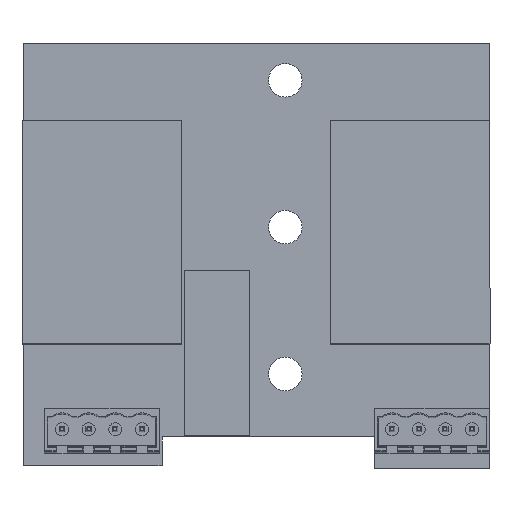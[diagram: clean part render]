
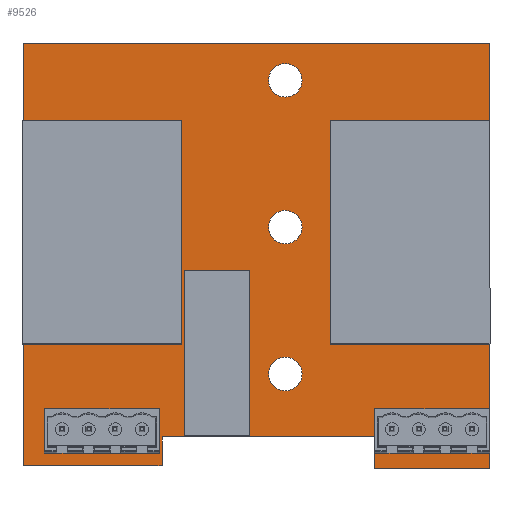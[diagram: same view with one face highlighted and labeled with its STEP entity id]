
A CAD part, top view. The second image highlights one B-rep face of the part: STEP entity #9526.
In plain terms, the highlighted planar face has unit normal (0, 0, 1).
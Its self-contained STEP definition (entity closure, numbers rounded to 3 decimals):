
#9151 = VERTEX_POINT('',#9152);
#9152 = CARTESIAN_POINT('',(89.,-81.,1.51));
#9158 = EDGE_CURVE('',#9151,#9159,#9161,.T.);
#9159 = VERTEX_POINT('',#9160);
#9160 = CARTESIAN_POINT('',(67.,-81.,1.51));
#9161 = LINE('',#9162,#9163);
#9162 = CARTESIAN_POINT('',(89.,-81.,1.51));
#9163 = VECTOR('',#9164,1.);
#9164 = DIRECTION('',(-1.,0.,0.));
#9191 = VERTEX_POINT('',#9192);
#9192 = CARTESIAN_POINT('',(89.,0.,1.51));
#9198 = EDGE_CURVE('',#9191,#9151,#9199,.T.);
#9199 = LINE('',#9200,#9201);
#9200 = CARTESIAN_POINT('',(89.,0.,1.51));
#9201 = VECTOR('',#9202,1.);
#9202 = DIRECTION('',(0.,-1.,0.));
#9220 = EDGE_CURVE('',#9159,#9221,#9223,.T.);
#9221 = VERTEX_POINT('',#9222);
#9222 = CARTESIAN_POINT('',(67.,-75.,1.51));
#9223 = LINE('',#9224,#9225);
#9224 = CARTESIAN_POINT('',(67.,-81.,1.51));
#9225 = VECTOR('',#9226,1.);
#9226 = DIRECTION('',(0.,1.,0.));
#9526 = ADVANCED_FACE('',(#9527,#9570,#9581,#9592,#9603,#9614,#9625,
    #9636,#9647,#9658,#9669,#9680,#9691,#9702,#9713,#9724,#9735,#9746,
    #9757,#9768,#9779,#9790),#9801,.T.);
#9527 = FACE_BOUND('',#9528,.T.);
#9528 = EDGE_LOOP('',(#9529,#9530,#9531,#9539,#9547,#9555,#9563,#9569));
#9529 = ORIENTED_EDGE('',*,*,#9158,.F.);
#9530 = ORIENTED_EDGE('',*,*,#9198,.F.);
#9531 = ORIENTED_EDGE('',*,*,#9532,.F.);
#9532 = EDGE_CURVE('',#9533,#9191,#9535,.T.);
#9533 = VERTEX_POINT('',#9534);
#9534 = CARTESIAN_POINT('',(0.,0.,1.51));
#9535 = LINE('',#9536,#9537);
#9536 = CARTESIAN_POINT('',(0.,0.,1.51));
#9537 = VECTOR('',#9538,1.);
#9538 = DIRECTION('',(1.,0.,0.));
#9539 = ORIENTED_EDGE('',*,*,#9540,.F.);
#9540 = EDGE_CURVE('',#9541,#9533,#9543,.T.);
#9541 = VERTEX_POINT('',#9542);
#9542 = CARTESIAN_POINT('',(0.,-80.5,1.51));
#9543 = LINE('',#9544,#9545);
#9544 = CARTESIAN_POINT('',(0.,-80.5,1.51));
#9545 = VECTOR('',#9546,1.);
#9546 = DIRECTION('',(0.,1.,0.));
#9547 = ORIENTED_EDGE('',*,*,#9548,.F.);
#9548 = EDGE_CURVE('',#9549,#9541,#9551,.T.);
#9549 = VERTEX_POINT('',#9550);
#9550 = CARTESIAN_POINT('',(26.5,-80.5,1.51));
#9551 = LINE('',#9552,#9553);
#9552 = CARTESIAN_POINT('',(26.5,-80.5,1.51));
#9553 = VECTOR('',#9554,1.);
#9554 = DIRECTION('',(-1.,0.,0.));
#9555 = ORIENTED_EDGE('',*,*,#9556,.F.);
#9556 = EDGE_CURVE('',#9557,#9549,#9559,.T.);
#9557 = VERTEX_POINT('',#9558);
#9558 = CARTESIAN_POINT('',(26.5,-75.,1.51));
#9559 = LINE('',#9560,#9561);
#9560 = CARTESIAN_POINT('',(26.5,-75.,1.51));
#9561 = VECTOR('',#9562,1.);
#9562 = DIRECTION('',(0.,-1.,0.));
#9563 = ORIENTED_EDGE('',*,*,#9564,.F.);
#9564 = EDGE_CURVE('',#9221,#9557,#9565,.T.);
#9565 = LINE('',#9566,#9567);
#9566 = CARTESIAN_POINT('',(67.,-75.,1.51));
#9567 = VECTOR('',#9568,1.);
#9568 = DIRECTION('',(-1.,0.,0.));
#9569 = ORIENTED_EDGE('',*,*,#9220,.F.);
#9570 = FACE_BOUND('',#9571,.T.);
#9571 = EDGE_LOOP('',(#9572));
#9572 = ORIENTED_EDGE('',*,*,#9573,.T.);
#9573 = EDGE_CURVE('',#9574,#9574,#9576,.T.);
#9574 = VERTEX_POINT('',#9575);
#9575 = CARTESIAN_POINT('',(7.42,-74.45,1.51));
#9576 = CIRCLE('',#9577,0.8);
#9577 = AXIS2_PLACEMENT_3D('',#9578,#9579,#9580);
#9578 = CARTESIAN_POINT('',(7.42,-73.65,1.51));
#9579 = DIRECTION('',(-0.,0.,-1.));
#9580 = DIRECTION('',(-0.,-1.,0.));
#9581 = FACE_BOUND('',#9582,.T.);
#9582 = EDGE_LOOP('',(#9583));
#9583 = ORIENTED_EDGE('',*,*,#9584,.T.);
#9584 = EDGE_CURVE('',#9585,#9585,#9587,.T.);
#9585 = VERTEX_POINT('',#9586);
#9586 = CARTESIAN_POINT('',(12.5,-74.45,1.51));
#9587 = CIRCLE('',#9588,0.8);
#9588 = AXIS2_PLACEMENT_3D('',#9589,#9590,#9591);
#9589 = CARTESIAN_POINT('',(12.5,-73.65,1.51));
#9590 = DIRECTION('',(-0.,0.,-1.));
#9591 = DIRECTION('',(-0.,-1.,0.));
#9592 = FACE_BOUND('',#9593,.T.);
#9593 = EDGE_LOOP('',(#9594));
#9594 = ORIENTED_EDGE('',*,*,#9595,.T.);
#9595 = EDGE_CURVE('',#9596,#9596,#9598,.T.);
#9596 = VERTEX_POINT('',#9597);
#9597 = CARTESIAN_POINT('',(17.58,-74.45,1.51));
#9598 = CIRCLE('',#9599,0.8);
#9599 = AXIS2_PLACEMENT_3D('',#9600,#9601,#9602);
#9600 = CARTESIAN_POINT('',(17.58,-73.65,1.51));
#9601 = DIRECTION('',(-0.,0.,-1.));
#9602 = DIRECTION('',(-0.,-1.,0.));
#9603 = FACE_BOUND('',#9604,.T.);
#9604 = EDGE_LOOP('',(#9605));
#9605 = ORIENTED_EDGE('',*,*,#9606,.T.);
#9606 = EDGE_CURVE('',#9607,#9607,#9609,.T.);
#9607 = VERTEX_POINT('',#9608);
#9608 = CARTESIAN_POINT('',(22.66,-74.45,1.51));
#9609 = CIRCLE('',#9610,0.8);
#9610 = AXIS2_PLACEMENT_3D('',#9611,#9612,#9613);
#9611 = CARTESIAN_POINT('',(22.66,-73.65,1.51));
#9612 = DIRECTION('',(-0.,0.,-1.));
#9613 = DIRECTION('',(-0.,-1.,0.));
#9614 = FACE_BOUND('',#9615,.T.);
#9615 = EDGE_LOOP('',(#9616));
#9616 = ORIENTED_EDGE('',*,*,#9617,.T.);
#9617 = EDGE_CURVE('',#9618,#9618,#9620,.T.);
#9618 = VERTEX_POINT('',#9619);
#9619 = CARTESIAN_POINT('',(37.,-73.375,1.51));
#9620 = CIRCLE('',#9621,0.5);
#9621 = AXIS2_PLACEMENT_3D('',#9622,#9623,#9624);
#9622 = CARTESIAN_POINT('',(37.,-72.875,1.51));
#9623 = DIRECTION('',(-0.,0.,-1.));
#9624 = DIRECTION('',(-0.,-1.,0.));
#9625 = FACE_BOUND('',#9626,.T.);
#9626 = EDGE_LOOP('',(#9627));
#9627 = ORIENTED_EDGE('',*,*,#9628,.T.);
#9628 = EDGE_CURVE('',#9629,#9629,#9631,.T.);
#9629 = VERTEX_POINT('',#9630);
#9630 = CARTESIAN_POINT('',(4.85,-55.45,1.51));
#9631 = CIRCLE('',#9632,0.7);
#9632 = AXIS2_PLACEMENT_3D('',#9633,#9634,#9635);
#9633 = CARTESIAN_POINT('',(4.85,-54.75,1.51));
#9634 = DIRECTION('',(-0.,0.,-1.));
#9635 = DIRECTION('',(-0.,-1.,0.));
#9636 = FACE_BOUND('',#9637,.T.);
#9637 = EDGE_LOOP('',(#9638));
#9638 = ORIENTED_EDGE('',*,*,#9639,.T.);
#9639 = EDGE_CURVE('',#9640,#9640,#9642,.T.);
#9640 = VERTEX_POINT('',#9641);
#9641 = CARTESIAN_POINT('',(25.15,-55.45,1.51));
#9642 = CIRCLE('',#9643,0.7);
#9643 = AXIS2_PLACEMENT_3D('',#9644,#9645,#9646);
#9644 = CARTESIAN_POINT('',(25.15,-54.75,1.51));
#9645 = DIRECTION('',(-0.,0.,-1.));
#9646 = DIRECTION('',(-0.,-1.,0.));
#9647 = FACE_BOUND('',#9648,.T.);
#9648 = EDGE_LOOP('',(#9649));
#9649 = ORIENTED_EDGE('',*,*,#9650,.T.);
#9650 = EDGE_CURVE('',#9651,#9651,#9653,.T.);
#9651 = VERTEX_POINT('',#9652);
#9652 = CARTESIAN_POINT('',(37.,-45.875,1.51));
#9653 = CIRCLE('',#9654,0.5);
#9654 = AXIS2_PLACEMENT_3D('',#9655,#9656,#9657);
#9655 = CARTESIAN_POINT('',(37.,-45.375,1.51));
#9656 = DIRECTION('',(-0.,0.,-1.));
#9657 = DIRECTION('',(-0.,-1.,0.));
#9658 = FACE_BOUND('',#9659,.T.);
#9659 = EDGE_LOOP('',(#9660));
#9660 = ORIENTED_EDGE('',*,*,#9661,.T.);
#9661 = EDGE_CURVE('',#9662,#9662,#9664,.T.);
#9662 = VERTEX_POINT('',#9663);
#9663 = CARTESIAN_POINT('',(50.,-66.2,1.51));
#9664 = CIRCLE('',#9665,3.2);
#9665 = AXIS2_PLACEMENT_3D('',#9666,#9667,#9668);
#9666 = CARTESIAN_POINT('',(50.,-63.,1.51));
#9667 = DIRECTION('',(-0.,0.,-1.));
#9668 = DIRECTION('',(-0.,-1.,0.));
#9669 = FACE_BOUND('',#9670,.T.);
#9670 = EDGE_LOOP('',(#9671));
#9671 = ORIENTED_EDGE('',*,*,#9672,.T.);
#9672 = EDGE_CURVE('',#9673,#9673,#9675,.T.);
#9673 = VERTEX_POINT('',#9674);
#9674 = CARTESIAN_POINT('',(70.38,-74.45,1.51));
#9675 = CIRCLE('',#9676,0.8);
#9676 = AXIS2_PLACEMENT_3D('',#9677,#9678,#9679);
#9677 = CARTESIAN_POINT('',(70.38,-73.65,1.51));
#9678 = DIRECTION('',(-0.,0.,-1.));
#9679 = DIRECTION('',(-0.,-1.,0.));
#9680 = FACE_BOUND('',#9681,.T.);
#9681 = EDGE_LOOP('',(#9682));
#9682 = ORIENTED_EDGE('',*,*,#9683,.T.);
#9683 = EDGE_CURVE('',#9684,#9684,#9686,.T.);
#9684 = VERTEX_POINT('',#9685);
#9685 = CARTESIAN_POINT('',(75.46,-74.45,1.51));
#9686 = CIRCLE('',#9687,0.8);
#9687 = AXIS2_PLACEMENT_3D('',#9688,#9689,#9690);
#9688 = CARTESIAN_POINT('',(75.46,-73.65,1.51));
#9689 = DIRECTION('',(-0.,0.,-1.));
#9690 = DIRECTION('',(0.,-1.,0.));
#9691 = FACE_BOUND('',#9692,.T.);
#9692 = EDGE_LOOP('',(#9693));
#9693 = ORIENTED_EDGE('',*,*,#9694,.T.);
#9694 = EDGE_CURVE('',#9695,#9695,#9697,.T.);
#9695 = VERTEX_POINT('',#9696);
#9696 = CARTESIAN_POINT('',(80.54,-74.45,1.51));
#9697 = CIRCLE('',#9698,0.8);
#9698 = AXIS2_PLACEMENT_3D('',#9699,#9700,#9701);
#9699 = CARTESIAN_POINT('',(80.54,-73.65,1.51));
#9700 = DIRECTION('',(-0.,0.,-1.));
#9701 = DIRECTION('',(0.,-1.,-0.));
#9702 = FACE_BOUND('',#9703,.T.);
#9703 = EDGE_LOOP('',(#9704));
#9704 = ORIENTED_EDGE('',*,*,#9705,.T.);
#9705 = EDGE_CURVE('',#9706,#9706,#9708,.T.);
#9706 = VERTEX_POINT('',#9707);
#9707 = CARTESIAN_POINT('',(85.62,-74.45,1.51));
#9708 = CIRCLE('',#9709,0.8);
#9709 = AXIS2_PLACEMENT_3D('',#9710,#9711,#9712);
#9710 = CARTESIAN_POINT('',(85.62,-73.65,1.51));
#9711 = DIRECTION('',(-0.,0.,-1.));
#9712 = DIRECTION('',(-0.,-1.,0.));
#9713 = FACE_BOUND('',#9714,.T.);
#9714 = EDGE_LOOP('',(#9715));
#9715 = ORIENTED_EDGE('',*,*,#9716,.T.);
#9716 = EDGE_CURVE('',#9717,#9717,#9719,.T.);
#9717 = VERTEX_POINT('',#9718);
#9718 = CARTESIAN_POINT('',(63.7,-55.45,1.51));
#9719 = CIRCLE('',#9720,0.7);
#9720 = AXIS2_PLACEMENT_3D('',#9721,#9722,#9723);
#9721 = CARTESIAN_POINT('',(63.7,-54.75,1.51));
#9722 = DIRECTION('',(-0.,0.,-1.));
#9723 = DIRECTION('',(-0.,-1.,0.));
#9724 = FACE_BOUND('',#9725,.T.);
#9725 = EDGE_LOOP('',(#9726));
#9726 = ORIENTED_EDGE('',*,*,#9727,.T.);
#9727 = EDGE_CURVE('',#9728,#9728,#9730,.T.);
#9728 = VERTEX_POINT('',#9729);
#9729 = CARTESIAN_POINT('',(84.,-55.45,1.51));
#9730 = CIRCLE('',#9731,0.7);
#9731 = AXIS2_PLACEMENT_3D('',#9732,#9733,#9734);
#9732 = CARTESIAN_POINT('',(84.,-54.75,1.51));
#9733 = DIRECTION('',(-0.,0.,-1.));
#9734 = DIRECTION('',(-0.,-1.,0.));
#9735 = FACE_BOUND('',#9736,.T.);
#9736 = EDGE_LOOP('',(#9737));
#9737 = ORIENTED_EDGE('',*,*,#9738,.T.);
#9738 = EDGE_CURVE('',#9739,#9739,#9741,.T.);
#9739 = VERTEX_POINT('',#9740);
#9740 = CARTESIAN_POINT('',(4.85,-17.95,1.51));
#9741 = CIRCLE('',#9742,0.7);
#9742 = AXIS2_PLACEMENT_3D('',#9743,#9744,#9745);
#9743 = CARTESIAN_POINT('',(4.85,-17.25,1.51));
#9744 = DIRECTION('',(-0.,0.,-1.));
#9745 = DIRECTION('',(-0.,-1.,0.));
#9746 = FACE_BOUND('',#9747,.T.);
#9747 = EDGE_LOOP('',(#9748));
#9748 = ORIENTED_EDGE('',*,*,#9749,.T.);
#9749 = EDGE_CURVE('',#9750,#9750,#9752,.T.);
#9750 = VERTEX_POINT('',#9751);
#9751 = CARTESIAN_POINT('',(25.15,-17.95,1.51));
#9752 = CIRCLE('',#9753,0.7);
#9753 = AXIS2_PLACEMENT_3D('',#9754,#9755,#9756);
#9754 = CARTESIAN_POINT('',(25.15,-17.25,1.51));
#9755 = DIRECTION('',(-0.,0.,-1.));
#9756 = DIRECTION('',(-0.,-1.,0.));
#9757 = FACE_BOUND('',#9758,.T.);
#9758 = EDGE_LOOP('',(#9759));
#9759 = ORIENTED_EDGE('',*,*,#9760,.T.);
#9760 = EDGE_CURVE('',#9761,#9761,#9763,.T.);
#9761 = VERTEX_POINT('',#9762);
#9762 = CARTESIAN_POINT('',(50.,-38.2,1.51));
#9763 = CIRCLE('',#9764,3.2);
#9764 = AXIS2_PLACEMENT_3D('',#9765,#9766,#9767);
#9765 = CARTESIAN_POINT('',(50.,-35.,1.51));
#9766 = DIRECTION('',(-0.,0.,-1.));
#9767 = DIRECTION('',(-0.,-1.,0.));
#9768 = FACE_BOUND('',#9769,.T.);
#9769 = EDGE_LOOP('',(#9770));
#9770 = ORIENTED_EDGE('',*,*,#9771,.T.);
#9771 = EDGE_CURVE('',#9772,#9772,#9774,.T.);
#9772 = VERTEX_POINT('',#9773);
#9773 = CARTESIAN_POINT('',(63.7,-17.95,1.51));
#9774 = CIRCLE('',#9775,0.7);
#9775 = AXIS2_PLACEMENT_3D('',#9776,#9777,#9778);
#9776 = CARTESIAN_POINT('',(63.7,-17.25,1.51));
#9777 = DIRECTION('',(-0.,0.,-1.));
#9778 = DIRECTION('',(-0.,-1.,0.));
#9779 = FACE_BOUND('',#9780,.T.);
#9780 = EDGE_LOOP('',(#9781));
#9781 = ORIENTED_EDGE('',*,*,#9782,.T.);
#9782 = EDGE_CURVE('',#9783,#9783,#9785,.T.);
#9783 = VERTEX_POINT('',#9784);
#9784 = CARTESIAN_POINT('',(50.,-10.2,1.51));
#9785 = CIRCLE('',#9786,3.2);
#9786 = AXIS2_PLACEMENT_3D('',#9787,#9788,#9789);
#9787 = CARTESIAN_POINT('',(50.,-7.,1.51));
#9788 = DIRECTION('',(-0.,0.,-1.));
#9789 = DIRECTION('',(-0.,-1.,0.));
#9790 = FACE_BOUND('',#9791,.T.);
#9791 = EDGE_LOOP('',(#9792));
#9792 = ORIENTED_EDGE('',*,*,#9793,.T.);
#9793 = EDGE_CURVE('',#9794,#9794,#9796,.T.);
#9794 = VERTEX_POINT('',#9795);
#9795 = CARTESIAN_POINT('',(84.,-17.95,1.51));
#9796 = CIRCLE('',#9797,0.7);
#9797 = AXIS2_PLACEMENT_3D('',#9798,#9799,#9800);
#9798 = CARTESIAN_POINT('',(84.,-17.25,1.51));
#9799 = DIRECTION('',(-0.,0.,-1.));
#9800 = DIRECTION('',(-0.,-1.,0.));
#9801 = PLANE('',#9802);
#9802 = AXIS2_PLACEMENT_3D('',#9803,#9804,#9805);
#9803 = CARTESIAN_POINT('',(0.,0.,1.51));
#9804 = DIRECTION('',(0.,0.,1.));
#9805 = DIRECTION('',(1.,0.,-0.));
